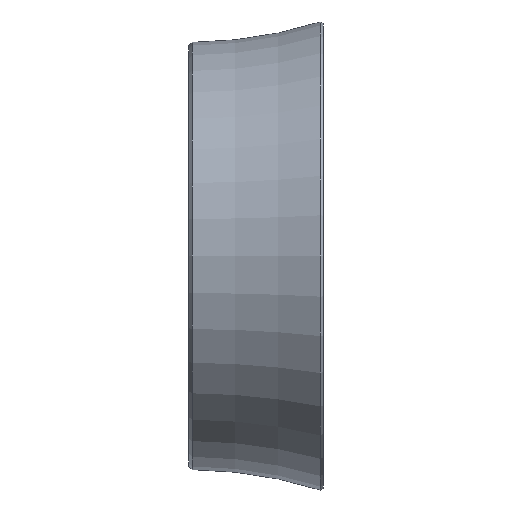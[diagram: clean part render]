
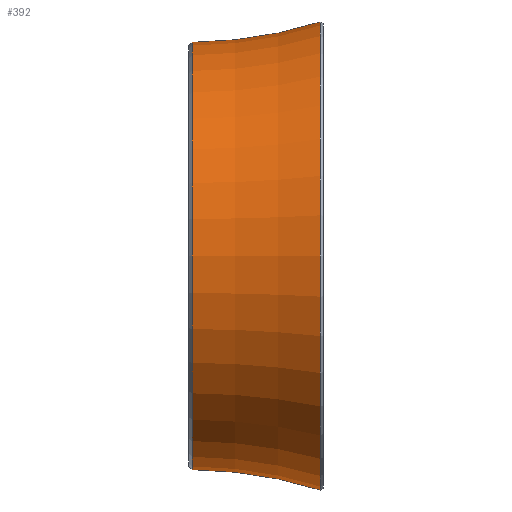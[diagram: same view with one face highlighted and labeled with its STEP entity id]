
A CAD part, left-side view. The second image highlights one B-rep face of the part: STEP entity #392.
In plain terms, the highlighted toroidal (fillet/blend) face has major radius 48.213 mm and minor radius 32.338 mm.
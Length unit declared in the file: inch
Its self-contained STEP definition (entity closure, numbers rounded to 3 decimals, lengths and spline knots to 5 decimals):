
#9 = AXIS2_PLACEMENT_3D ( 'NONE', #349, #296, #140 ) ;
#17 = ORIENTED_EDGE ( 'NONE', *, *, #306, .T. ) ;
#21 = VERTEX_POINT ( 'NONE', #193 ) ;
#24 = EDGE_CURVE ( 'NONE', #357, #167, #287, .T. ) ;
#26 = TOROIDAL_SURFACE ( 'NONE', #321, 1.89814, 1.27314 ) ;
#27 = CARTESIAN_POINT ( 'NONE',  ( 0., 0.38396, 0. ) ) ;
#29 = DIRECTION ( 'NONE',  ( 0., 0., -1. ) ) ;
#58 = VERTEX_POINT ( 'NONE', #121 ) ;
#64 = EDGE_CURVE ( 'NONE', #58, #21, #278, .T. ) ;
#67 = AXIS2_PLACEMENT_3D ( 'NONE', #27, #398, #187 ) ;
#68 = CIRCLE ( 'NONE', #402, 1.27314 ) ;
#80 = CARTESIAN_POINT ( 'NONE',  ( 0., 0.00956, 0.68443 ) ) ;
#90 = DIRECTION ( 'NONE',  ( 1., 0., 0. ) ) ;
#98 = DIRECTION ( 'NONE',  ( 0., -1., 0. ) ) ;
#110 = AXIS2_PLACEMENT_3D ( 'NONE', #254, #162, #383 ) ;
#114 = EDGE_LOOP ( 'NONE', ( #265, #17, #286, #319 ) ) ;
#121 = CARTESIAN_POINT ( 'NONE',  ( 0., 0.38396, 0.62504 ) ) ;
#140 = DIRECTION ( 'NONE',  ( 0., 0., 1. ) ) ;
#141 = EDGE_CURVE ( 'NONE', #357, #21, #237, .T. ) ;
#162 = DIRECTION ( 'NONE',  ( -1., 0., 0. ) ) ;
#167 = VERTEX_POINT ( 'NONE', #80 ) ;
#187 = DIRECTION ( 'NONE',  ( 0., 0., 1. ) ) ;
#189 = FACE_OUTER_BOUND ( 'NONE', #114, .T. ) ;
#193 = CARTESIAN_POINT ( 'NONE',  ( 0., 0.38396, -0.62504 ) ) ;
#237 = CIRCLE ( 'NONE', #110, 1.27314 ) ;
#254 = CARTESIAN_POINT ( 'NONE',  ( 0., 0.394, -1.89814 ) ) ;
#265 = ORIENTED_EDGE ( 'NONE', *, *, #24, .T. ) ;
#266 = DIRECTION ( 'NONE',  ( 0., 0., -1. ) ) ;
#278 = CIRCLE ( 'NONE', #67, 0.62504 ) ;
#286 = ORIENTED_EDGE ( 'NONE', *, *, #64, .T. ) ;
#287 = CIRCLE ( 'NONE', #9, 0.68443 ) ;
#296 = DIRECTION ( 'NONE',  ( 0., 1., 0. ) ) ;
#306 = EDGE_CURVE ( 'NONE', #167, #58, #68, .T. ) ;
#319 = ORIENTED_EDGE ( 'NONE', *, *, #141, .F. ) ;
#321 = AXIS2_PLACEMENT_3D ( 'NONE', #399, #98, #29 ) ;
#332 = CARTESIAN_POINT ( 'NONE',  ( 0., 0.394, 1.89814 ) ) ;
#349 = CARTESIAN_POINT ( 'NONE',  ( 0., 0.00956, 0. ) ) ;
#357 = VERTEX_POINT ( 'NONE', #369 ) ;
#369 = CARTESIAN_POINT ( 'NONE',  ( 0., 0.00956, -0.68443 ) ) ;
#383 = DIRECTION ( 'NONE',  ( 0., 0., 1. ) ) ;
#392 = ADVANCED_FACE ( 'NONE', ( #189 ), #26, .F. ) ;
#398 = DIRECTION ( 'NONE',  ( 0., -1., 0. ) ) ;
#399 = CARTESIAN_POINT ( 'NONE',  ( 0., 0.394, 0. ) ) ;
#402 = AXIS2_PLACEMENT_3D ( 'NONE', #332, #90, #266 ) ;
